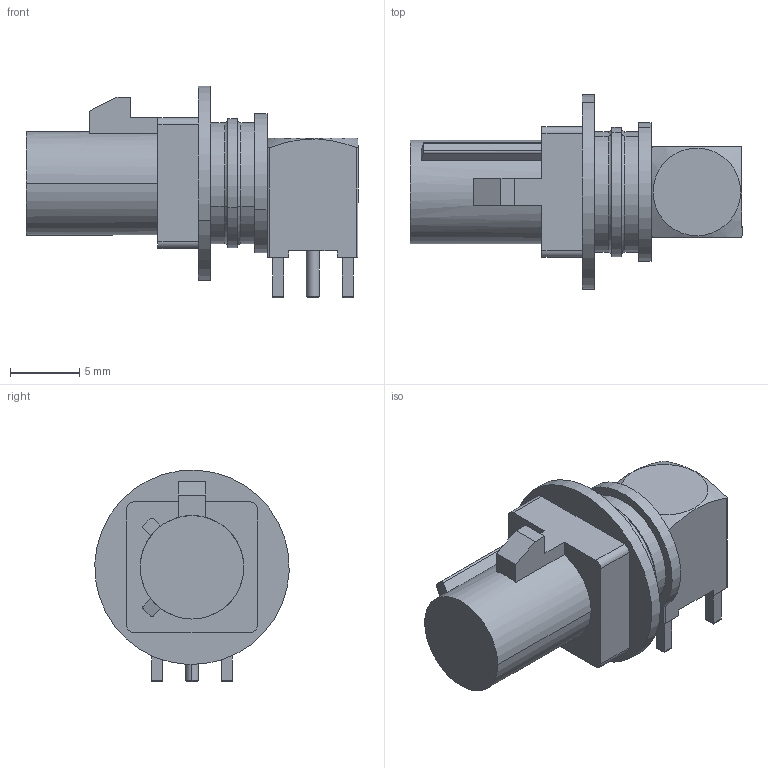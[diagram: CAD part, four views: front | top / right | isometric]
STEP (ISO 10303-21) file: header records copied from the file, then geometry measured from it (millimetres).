
FILE_DESCRIPTION (( 'STEP AP203' ), '1' );
FILE_NAME ('SHM.900.0006-15.D.STEP', '2017-05-09T07:55:36', ( 'Windows' ), ( 'Microsoft' ), 'SwSTEP 2.0', 'SolidWorks 2014', '' );
FILE_SCHEMA (( 'CONFIG_CONTROL_DESIGN' ));
Length unit declared in the file: millimetre
Products named in the file (2): SHM.03.0084; SHM.900.0006-15.D
Assembly tree (1 placements, depth 2):
  SHM.900.0006-15.D
    SHM.03.0084
Bounding box: 23.9 x 13.99 x 15.24 mm (x, y, z)
Volume: 1453.6 mm3; surface area: 1238.8 mm2
Topology: 1 solids, 5 shells, 177 faces, 441 edges, 284 vertices
Faces by surface type: plane 91, cylinder 62, cone 18, torus 4, bspline 2
Entity records: 5637 total; most frequent: CARTESIAN_POINT 1226, ORIENTED_EDGE 882, DIRECTION 874, EDGE_CURVE 441, AXIS2_PLACEMENT_3D 307, VERTEX_POINT 284, VECTOR 260, LINE 260
